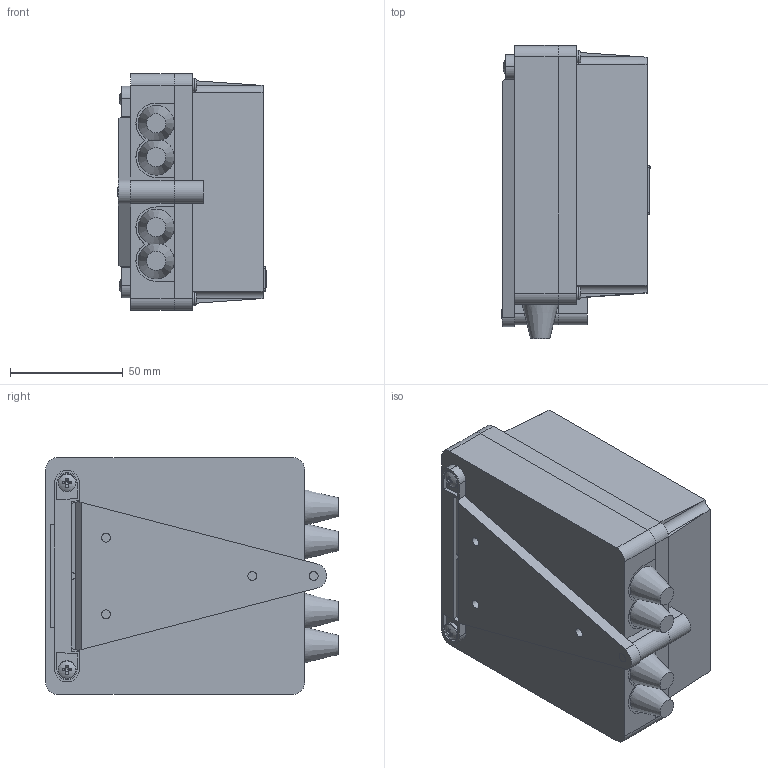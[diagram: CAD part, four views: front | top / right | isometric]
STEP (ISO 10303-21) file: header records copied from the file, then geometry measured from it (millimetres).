
FILE_DESCRIPTION (( 'STEP AP214' ), '1' );
FILE_NAME ('3D Ìîäåëü ÑÈ30-Í.STEP', '2018-03-29T12:11:09', ( '' ), ( '' ), 'SwSTEP 2.0', 'SolidWorks 2015', '' );
FILE_SCHEMA (( 'AUTOMOTIVE_DESIGN' ));
Length unit declared in the file: millimetre
Products named in the file (11): Êîðïóñ ÑÈ30-Í âåðõ; Çàãëóøêè_2êîí; ISO 7045 - M4 x 10 - Z --- 10N_ISO 7045 - M4 x 10 - Z --- 10N; Âèíò Ì4õ20; SI30_005F05M; ﾊ煇鳫; Êîðïóñ ÑÈ30-Í íèç; ISO 1580 - M4 x 35 --- 35N_ISO 1580 - M4 x 35 --- 35N; 3D Ìîäåëü ÑÈ30-Í; USB 諘蜱齁罻; Ïëàíêà_çàäíÿÿ
Assembly tree (15 placements, depth 2):
  3D Ìîäåëü ÑÈ30-Í
    Êîðïóñ ÑÈ30-Í íèç
    Êîðïóñ ÑÈ30-Í âåðõ
    Ïëàíêà_çàäíÿÿ
    ﾊ煇鳫
    Çàãëóøêè_2êîí  x2
    Âèíò Ì4õ20  x4
    ISO 7045 - M4 x 10 - Z --- 10N_ISO 7045 - M4 x 10 - Z --- 10N  x2
    ISO 1580 - M4 x 35 --- 35N_ISO 1580 - M4 x 35 --- 35N
    SI30_005F05M
    USB 諘蜱齁罻
Bounding box: 65.8 x 130 x 105 mm (x, y, z)
Volume: 151502.9 mm3; surface area: 131688.9 mm2
Topology: 17 solids, 17 shells, 1422 faces, 3705 edges, 2457 vertices
Faces by surface type: plane 1028, bspline 250, cylinder 109, cone 19, torus 10, sphere 6
Full cylindrical faces by diameter (mm): 2 x10, 4 x19, 4.5 x2, 5 x2, 8 x2, 8.5 x1
Entity records: 52322 total; most frequent: CARTESIAN_POINT 10545, ORIENTED_EDGE 6766, DIRECTION 5266, EDGE_CURVE 3383, VECTOR 2582, LINE 2582, VERTEX_POINT 2273, EDGE_LOOP 1522
